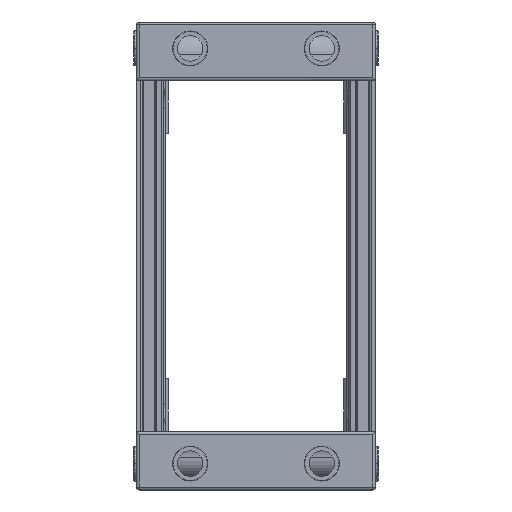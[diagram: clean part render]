
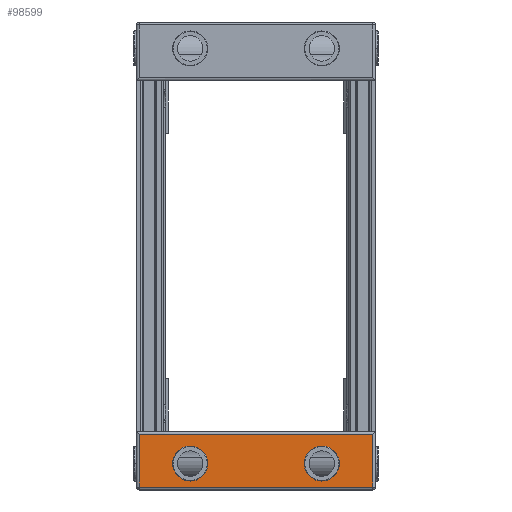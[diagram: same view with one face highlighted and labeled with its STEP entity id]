
A CAD part, left-side view. The second image highlights one B-rep face of the part: STEP entity #98599.
In plain terms, the highlighted planar face has unit normal (-1, 0, 0).
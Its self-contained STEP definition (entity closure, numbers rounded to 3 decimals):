
#1456 = DIRECTION ( 'NONE',  ( -1., 0., 0. ) ) ;
#4734 = DIRECTION ( 'NONE',  ( -1., 0., 0. ) ) ;
#4801 = ORIENTED_EDGE ( 'NONE', *, *, #111911, .F. ) ;
#5639 = DIRECTION ( 'NONE',  ( 0., 1., 0. ) ) ;
#8370 = ORIENTED_EDGE ( 'NONE', *, *, #71226, .F. ) ;
#8680 = CARTESIAN_POINT ( 'NONE',  ( -174.752, 40.11, -306.076 ) ) ;
#9177 = ORIENTED_EDGE ( 'NONE', *, *, #66220, .F. ) ;
#10464 = DIRECTION ( 'NONE',  ( 0., 1., 0. ) ) ;
#11275 = VERTEX_POINT ( 'NONE', #108202 ) ;
#16472 = FACE_OUTER_BOUND ( 'NONE', #39530, .T. ) ;
#16775 = CARTESIAN_POINT ( 'NONE',  ( -174.752, -39.916, -194.635 ) ) ;
#17616 = AXIS2_PLACEMENT_3D ( 'NONE', #59507, #50047, #70332 ) ;
#23847 = ORIENTED_EDGE ( 'NONE', *, *, #41104, .F. ) ;
#24413 = ORIENTED_EDGE ( 'NONE', *, *, #44905, .T. ) ;
#28841 = VECTOR ( 'NONE', #54587, 1000. ) ;
#29381 = CARTESIAN_POINT ( 'NONE',  ( -174.752, 40.11, -194.635 ) ) ;
#33788 = LINE ( 'NONE', #63899, #112917 ) ;
#34573 = VERTEX_POINT ( 'NONE', #29381 ) ;
#36018 = VERTEX_POINT ( 'NONE', #128709 ) ;
#39530 = EDGE_LOOP ( 'NONE', ( #44970, #23847, #114976, #24413 ) ) ;
#40902 = DIRECTION ( 'NONE',  ( -1., 0., 0. ) ) ;
#41104 = EDGE_CURVE ( 'NONE', #79416, #56351, #59518, .T. ) ;
#41352 = CARTESIAN_POINT ( 'NONE',  ( -174.752, 22.597, -186.585 ) ) ;
#44905 = EDGE_CURVE ( 'NONE', #118935, #34573, #57053, .T. ) ;
#44970 = ORIENTED_EDGE ( 'NONE', *, *, #130514, .F. ) ;
#45264 = CIRCLE ( 'NONE', #111983, 6. ) ;
#45779 = VECTOR ( 'NONE', #102000, 1000. ) ;
#46377 = CIRCLE ( 'NONE', #120114, 6. ) ;
#47963 = CARTESIAN_POINT ( 'NONE',  ( -174.752, -39.916, -176.535 ) ) ;
#50047 = DIRECTION ( 'NONE',  ( -1., 0., 0. ) ) ;
#53540 = DIRECTION ( 'NONE',  ( 0., 1., 0. ) ) ;
#53973 = CARTESIAN_POINT ( 'NONE',  ( -174.752, -28.403, -186.585 ) ) ;
#53975 = DIRECTION ( 'NONE',  ( -1., 0., 0. ) ) ;
#54587 = DIRECTION ( 'NONE',  ( 0., 1., 0. ) ) ;
#54821 = VERTEX_POINT ( 'NONE', #53973 ) ;
#56351 = VERTEX_POINT ( 'NONE', #16775 ) ;
#57053 = LINE ( 'NONE', #8680, #45779 ) ;
#59507 = CARTESIAN_POINT ( 'NONE',  ( -174.752, 22.597, -186.585 ) ) ;
#59518 = LINE ( 'NONE', #95663, #132198 ) ;
#59666 = CARTESIAN_POINT ( 'NONE',  ( -174.752, 41.11, -306.076 ) ) ;
#62731 = LINE ( 'NONE', #74436, #28841 ) ;
#63120 = AXIS2_PLACEMENT_3D ( 'NONE', #59666, #1456, #10464 ) ;
#63563 = EDGE_CURVE ( 'NONE', #79416, #118935, #62731, .T. ) ;
#63899 = CARTESIAN_POINT ( 'NONE',  ( -174.752, 41.11, -194.635 ) ) ;
#65041 = DIRECTION ( 'NONE',  ( 0., 0., -1. ) ) ;
#66087 = CARTESIAN_POINT ( 'NONE',  ( -174.752, -22.403, -186.585 ) ) ;
#66220 = EDGE_CURVE ( 'NONE', #54821, #75929, #80209, .T. ) ;
#70332 = DIRECTION ( 'NONE',  ( 0., 1., 0. ) ) ;
#71226 = EDGE_CURVE ( 'NONE', #11275, #36018, #84648, .T. ) ;
#71595 = EDGE_LOOP ( 'NONE', ( #4801, #8370 ) ) ;
#74436 = CARTESIAN_POINT ( 'NONE',  ( -174.752, 41.12, -176.535 ) ) ;
#75929 = VERTEX_POINT ( 'NONE', #94558 ) ;
#76822 = CARTESIAN_POINT ( 'NONE',  ( -174.752, 40.11, -176.535 ) ) ;
#79416 = VERTEX_POINT ( 'NONE', #47963 ) ;
#80209 = CIRCLE ( 'NONE', #132705, 6. ) ;
#84648 = CIRCLE ( 'NONE', #17616, 6. ) ;
#94558 = CARTESIAN_POINT ( 'NONE',  ( -174.752, -16.403, -186.585 ) ) ;
#95507 = FACE_BOUND ( 'NONE', #71595, .T. ) ;
#95663 = CARTESIAN_POINT ( 'NONE',  ( -174.752, -39.916, -306.076 ) ) ;
#96609 = EDGE_CURVE ( 'NONE', #75929, #54821, #46377, .T. ) ;
#97580 = EDGE_LOOP ( 'NONE', ( #121231, #9177 ) ) ;
#98599 = ADVANCED_FACE ( 'NONE', ( #95507, #103545, #16472 ), #122359, .T. ) ;
#102000 = DIRECTION ( 'NONE',  ( 0., 0., -1. ) ) ;
#103545 = FACE_BOUND ( 'NONE', #97580, .T. ) ;
#108202 = CARTESIAN_POINT ( 'NONE',  ( -174.752, 16.597, -186.585 ) ) ;
#111911 = EDGE_CURVE ( 'NONE', #36018, #11275, #45264, .T. ) ;
#111983 = AXIS2_PLACEMENT_3D ( 'NONE', #41352, #40902, #113597 ) ;
#112917 = VECTOR ( 'NONE', #53540, 1000. ) ;
#113597 = DIRECTION ( 'NONE',  ( 0., 1., 0. ) ) ;
#114976 = ORIENTED_EDGE ( 'NONE', *, *, #63563, .T. ) ;
#115766 = CARTESIAN_POINT ( 'NONE',  ( -174.752, -22.403, -186.585 ) ) ;
#118935 = VERTEX_POINT ( 'NONE', #76822 ) ;
#120114 = AXIS2_PLACEMENT_3D ( 'NONE', #115766, #53975, #126144 ) ;
#121231 = ORIENTED_EDGE ( 'NONE', *, *, #96609, .F. ) ;
#122359 = PLANE ( 'NONE',  #63120 ) ;
#126144 = DIRECTION ( 'NONE',  ( 0., 1., 0. ) ) ;
#128709 = CARTESIAN_POINT ( 'NONE',  ( -174.752, 28.597, -186.585 ) ) ;
#130514 = EDGE_CURVE ( 'NONE', #56351, #34573, #33788, .T. ) ;
#132198 = VECTOR ( 'NONE', #65041, 1000. ) ;
#132705 = AXIS2_PLACEMENT_3D ( 'NONE', #66087, #4734, #5639 ) ;
